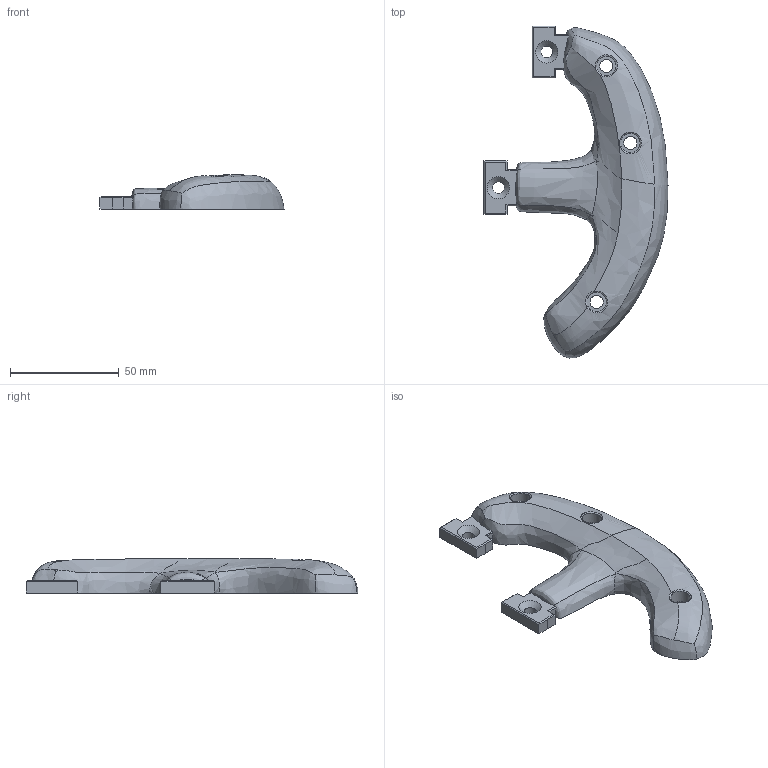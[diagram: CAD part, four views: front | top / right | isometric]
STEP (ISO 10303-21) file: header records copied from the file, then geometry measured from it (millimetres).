
FILE_DESCRIPTION(/* description */ (''),/* implementation_level */ '2;1');
FILE_NAME(/* name */ 'Right Grip Front.step',/* time_stamp */ '2020-05-17T18:03:22-05:00',/* author */ (''),/* organization */ (''),/* preprocessor_version */ 'ST-DEVELOPER v18.1',/* originating_system */ 'Autodesk Translation Framework v9.3.0.1241',/* authorisation */ '');
FILE_SCHEMA (('AUTOMOTIVE_DESIGN { 1 0 10303 214 3 1 1 }'));
Length unit declared in the file: millimetre
Products named in the file (1): Right Grip Front
Bounding box: 84.8 x 152.96 x 15.71 mm (x, y, z)
Volume: 67945.1 mm3; surface area: 17634.8 mm2
Topology: 1 solids, 1 shells, 72 faces, 184 edges, 115 vertices
Faces by surface type: plane 42, bspline 20, cylinder 8, cone 2
Full cylindrical faces by diameter (mm): 5.5 x2, 6 x3, 9 x3
Entity records: 6938 total; most frequent: CARTESIAN_POINT 5337, ORIENTED_EDGE 368, DIRECTION 236, EDGE_CURVE 184, VERTEX_POINT 115, LINE 96, VECTOR 96, EDGE_LOOP 83
